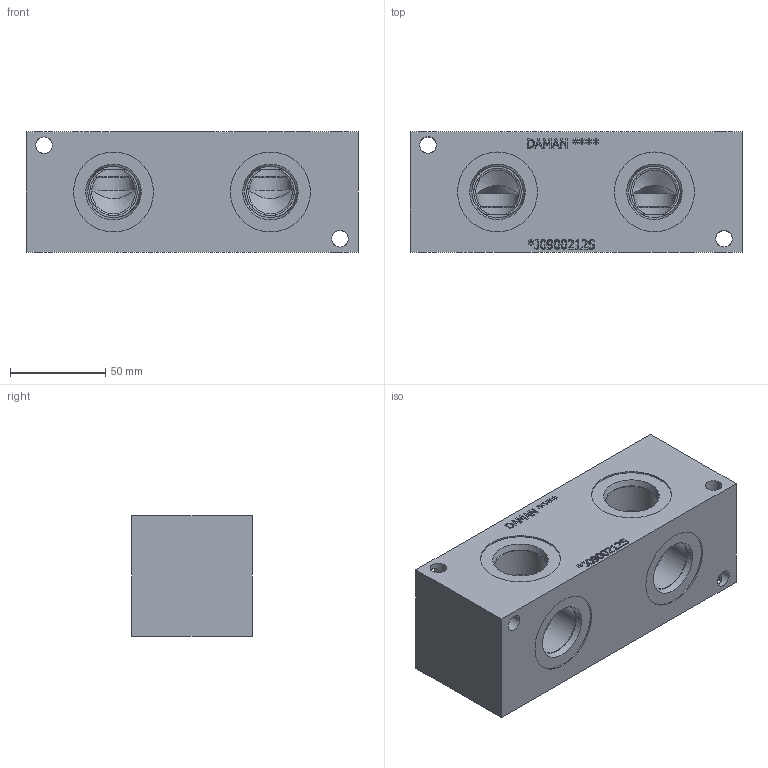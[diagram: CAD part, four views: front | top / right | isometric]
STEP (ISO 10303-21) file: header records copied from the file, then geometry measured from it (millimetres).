
FILE_DESCRIPTION(/* description */ (''),/* implementation_level */ '2;1');
FILE_NAME(/* name */ '_J0900212S.stp',/* time_stamp */ '2022-06-14T16:07:17-04:00',/* author */ ('bobbyh'),/* organization */ (''),/* preprocessor_version */ 'ST-DEVELOPER v18',/* originating_system */ 'Autodesk Inventor 2020',/* authorisation */ '');
FILE_SCHEMA (('AUTOMOTIVE_DESIGN { 1 0 10303 214 3 1 1 }'));
Length unit declared in the file: millimetre
Products named in the file (1): Part_+J0900212S_3D
Bounding box: 174.62 x 63.5 x 63.5 mm (x, y, z)
Volume: 623592.5 mm3; surface area: 66054.2 mm2
Topology: 1 solids, 1 shells, 367 faces, 1005 edges, 666 vertices
Faces by surface type: plane 216, bspline 107, cylinder 28, cone 16
Full cylindrical faces by diameter (mm): 8.738 x8, 26.99 x1, 27 x3, 27.432 x4, 42.037 x4
Entity records: 12539 total; most frequent: CARTESIAN_POINT 3515, ORIENTED_EDGE 2010, DIRECTION 1397, EDGE_CURVE 1005, LINE 681, VECTOR 681, VERTEX_POINT 666, EDGE_LOOP 409
